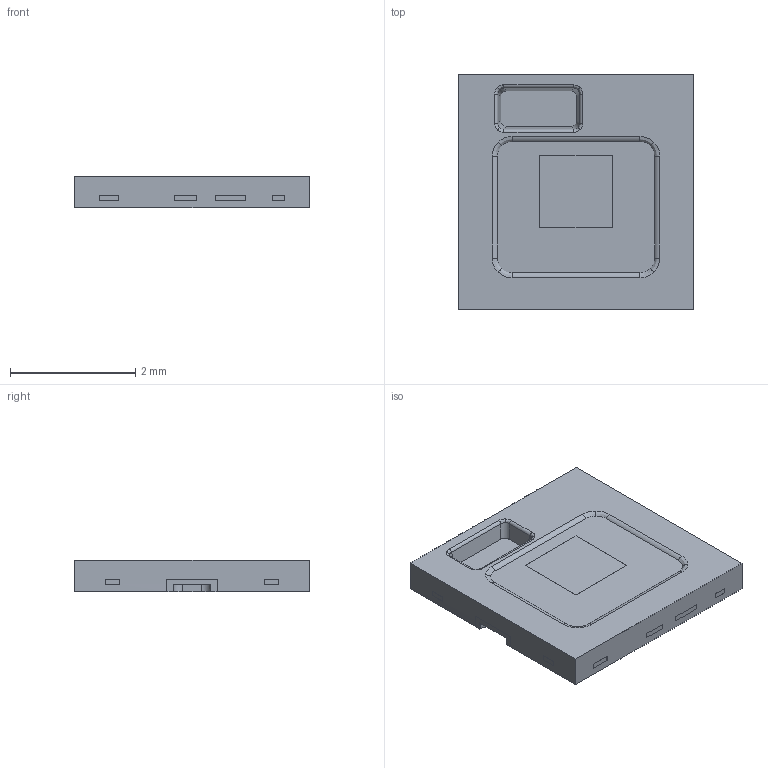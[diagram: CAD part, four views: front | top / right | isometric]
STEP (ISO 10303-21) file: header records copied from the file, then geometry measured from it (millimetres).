
FILE_DESCRIPTION (( 'STEP AP214' ), '1' );
FILE_NAME ('KW HHL631.TK-6SSB-6L07M0-2686.STEP', '2024-03-15T08:05:20', ( '' ), ( '' ), 'SwSTEP 2.0', 'SolidWorks 2022', '' );
FILE_SCHEMA (( 'AUTOMOTIVE_DESIGN' ));
Length unit declared in the file: millimetre
Products named in the file (1): KW HHL631.TK-6SSB-6L07M0-2686
Bounding box: 3.75 x 3.75 x 0.5 mm (x, y, z)
Volume: 6.5 mm3; surface area: 36.6 mm2
Topology: 1 solids, 1 shells, 145 faces, 389 edges, 262 vertices
Faces by surface type: plane 87, cylinder 42, bspline 16
Entity records: 5265 total; most frequent: CARTESIAN_POINT 1502, ORIENTED_EDGE 778, DIRECTION 518, EDGE_CURVE 389, VERTEX_POINT 262, LINE 210, VECTOR 210, EDGE_LOOP 161
